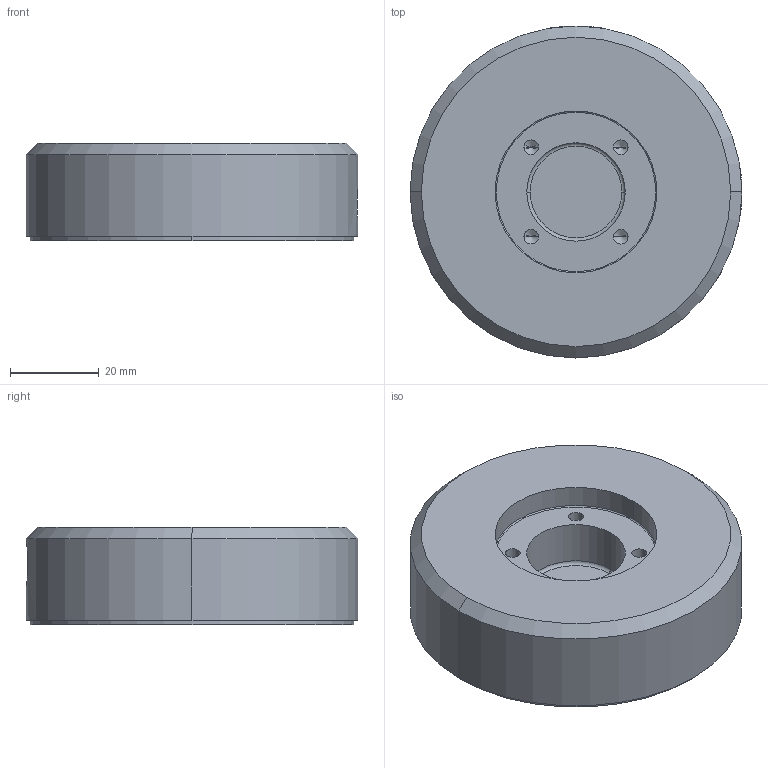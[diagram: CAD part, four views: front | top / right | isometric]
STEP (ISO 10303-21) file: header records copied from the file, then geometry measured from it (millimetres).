
FILE_DESCRIPTION (( 'STEP AP203' ), '1' );
FILE_NAME ('S207501.STEP', '2015-10-08T18:13:56', ( '' ), ( '' ), 'SwSTEP 2.0', 'SolidWorks 2015', '' );
FILE_SCHEMA (( 'CONFIG_CONTROL_DESIGN' ));
Length unit declared in the file: inch
Products named in the file (1): S207501
Bounding box: 74.93 x 74.93 x 22 mm (x, y, z)
Volume: 80941.8 mm3; surface area: 16908.8 mm2
Topology: 1 solids, 1 shells, 66 faces, 153 edges, 89 vertices
Faces by surface type: cylinder 34, cone 17, plane 11, torus 4
Entity records: 2093 total; most frequent: CARTESIAN_POINT 541, DIRECTION 332, ORIENTED_EDGE 282, EDGE_CURVE 141, AXIS2_PLACEMENT_3D 140, VERTEX_POINT 89, EDGE_LOOP 80, CIRCLE 73
